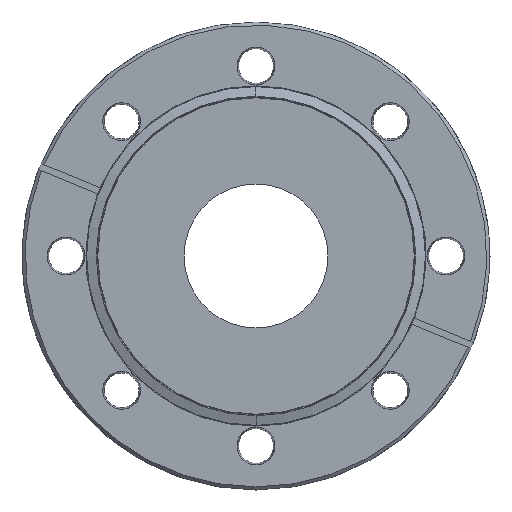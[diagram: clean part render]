
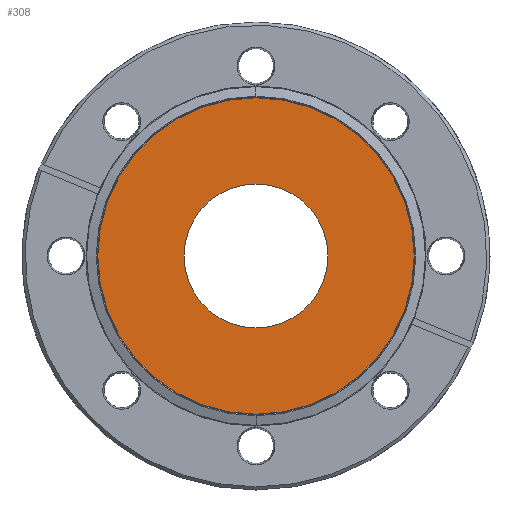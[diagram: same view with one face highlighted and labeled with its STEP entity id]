
A CAD part, left-side view. The second image highlights one B-rep face of the part: STEP entity #308.
In plain terms, the highlighted planar face has unit normal (-1, 0, 0).
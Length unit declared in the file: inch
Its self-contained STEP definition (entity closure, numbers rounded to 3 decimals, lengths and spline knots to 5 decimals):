
#161 = DIRECTION ( 'NONE',  ( 0., 0., -1. ) ) ;
#195 = CARTESIAN_POINT ( 'NONE',  ( 0.051, 0., 0.6875 ) ) ;
#254 = CIRCLE ( 'NONE', #1460, 0.6875 ) ;
#270 = VERTEX_POINT ( 'NONE', #2064 ) ;
#273 = FACE_BOUND ( 'NONE', #763, .T. ) ;
#284 = CARTESIAN_POINT ( 'NONE',  ( 0.051, 0., 0. ) ) ;
#286 = EDGE_CURVE ( 'NONE', #816, #1156, #316, .T. ) ;
#308 = ADVANCED_FACE ( 'NONE', ( #1260, #273 ), #711, .F. ) ;
#316 = CIRCLE ( 'NONE', #1399, 0.6875 ) ;
#374 = CARTESIAN_POINT ( 'NONE',  ( 0.051, 0., 0. ) ) ;
#467 = CARTESIAN_POINT ( 'NONE',  ( 0.051, 0., -0.6875 ) ) ;
#477 = CARTESIAN_POINT ( 'NONE',  ( 0.051, 0., -1.5114 ) ) ;
#545 = ORIENTED_EDGE ( 'NONE', *, *, #1408, .T. ) ;
#557 = AXIS2_PLACEMENT_3D ( 'NONE', #1937, #1767, #1356 ) ;
#592 = EDGE_CURVE ( 'NONE', #1156, #816, #254, .T. ) ;
#711 = PLANE ( 'NONE',  #1893 ) ;
#763 = EDGE_LOOP ( 'NONE', ( #1113, #2518 ) ) ;
#816 = VERTEX_POINT ( 'NONE', #195 ) ;
#968 = AXIS2_PLACEMENT_3D ( 'NONE', #374, #1328, #161 ) ;
#1113 = ORIENTED_EDGE ( 'NONE', *, *, #286, .F. ) ;
#1156 = VERTEX_POINT ( 'NONE', #467 ) ;
#1260 = FACE_OUTER_BOUND ( 'NONE', #1492, .T. ) ;
#1316 = CARTESIAN_POINT ( 'NONE',  ( 0.051, 1.51559, 0. ) ) ;
#1328 = DIRECTION ( 'NONE',  ( -1., 0., 0. ) ) ;
#1356 = DIRECTION ( 'NONE',  ( 0., 0., -1. ) ) ;
#1399 = AXIS2_PLACEMENT_3D ( 'NONE', #284, #1897, #1485 ) ;
#1408 = EDGE_CURVE ( 'NONE', #2477, #270, #2040, .T. ) ;
#1419 = CARTESIAN_POINT ( 'NONE',  ( 0.051, 0., 0. ) ) ;
#1460 = AXIS2_PLACEMENT_3D ( 'NONE', #1419, #2562, #1981 ) ;
#1485 = DIRECTION ( 'NONE',  ( 0., 0., 1. ) ) ;
#1492 = EDGE_LOOP ( 'NONE', ( #545, #2520 ) ) ;
#1495 = DIRECTION ( 'NONE',  ( 1., 0., 0. ) ) ;
#1515 = EDGE_CURVE ( 'NONE', #270, #2477, #2536, .T. ) ;
#1767 = DIRECTION ( 'NONE',  ( -1., 0., 0. ) ) ;
#1893 = AXIS2_PLACEMENT_3D ( 'NONE', #1316, #1495, #2278 ) ;
#1897 = DIRECTION ( 'NONE',  ( -1., 0., 0. ) ) ;
#1937 = CARTESIAN_POINT ( 'NONE',  ( 0.051, 0., 0. ) ) ;
#1981 = DIRECTION ( 'NONE',  ( 0., 0., 1. ) ) ;
#2040 = CIRCLE ( 'NONE', #557, 1.5114 ) ;
#2064 = CARTESIAN_POINT ( 'NONE',  ( 0.051, 0., 1.5114 ) ) ;
#2278 = DIRECTION ( 'NONE',  ( 0., 0., -1. ) ) ;
#2477 = VERTEX_POINT ( 'NONE', #477 ) ;
#2518 = ORIENTED_EDGE ( 'NONE', *, *, #592, .F. ) ;
#2520 = ORIENTED_EDGE ( 'NONE', *, *, #1515, .T. ) ;
#2536 = CIRCLE ( 'NONE', #968, 1.5114 ) ;
#2562 = DIRECTION ( 'NONE',  ( -1., 0., 0. ) ) ;
